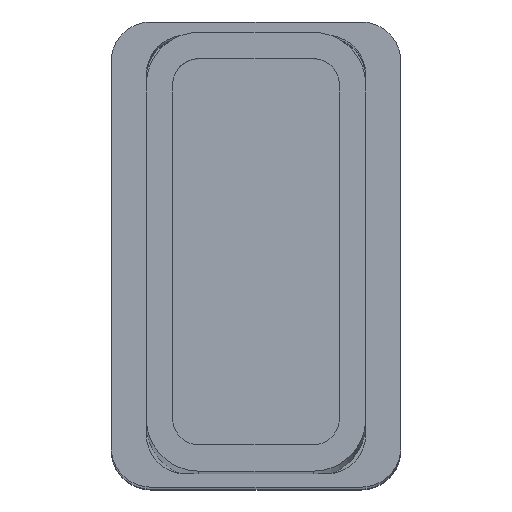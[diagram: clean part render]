
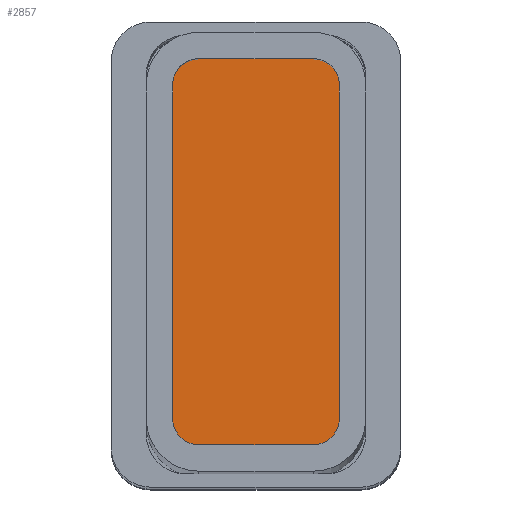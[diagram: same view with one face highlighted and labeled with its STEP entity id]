
A CAD part, top view. The second image highlights one B-rep face of the part: STEP entity #2857.
In plain terms, the highlighted planar face has unit normal (0, 0, 1).
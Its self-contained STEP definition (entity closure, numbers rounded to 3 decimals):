
#65=PLANE('',#3142);
#191=FACE_OUTER_BOUND('',#345,.T.);
#345=EDGE_LOOP('',(#2085,#2086,#2087,#2088,#2089,#2090,#2091,#2092));
#503=LINE('',#4254,#851);
#507=LINE('',#4266,#855);
#511=LINE('',#4278,#859);
#515=LINE('',#4289,#863);
#851=VECTOR('',#3446,10.);
#855=VECTOR('',#3458,10.);
#859=VECTOR('',#3470,10.);
#863=VECTOR('',#3482,10.);
#1183=CIRCLE('',#3127,9.);
#1185=CIRCLE('',#3131,9.);
#1187=CIRCLE('',#3135,9.);
#1189=CIRCLE('',#3139,9.);
#1275=VERTEX_POINT('',#4244);
#1276=VERTEX_POINT('',#4245);
#1279=VERTEX_POINT('',#4253);
#1281=VERTEX_POINT('',#4259);
#1283=VERTEX_POINT('',#4265);
#1285=VERTEX_POINT('',#4271);
#1287=VERTEX_POINT('',#4277);
#1289=VERTEX_POINT('',#4283);
#1575=EDGE_CURVE('',#1275,#1276,#1183,.T.);
#1579=EDGE_CURVE('',#1276,#1279,#503,.T.);
#1582=EDGE_CURVE('',#1279,#1281,#1185,.T.);
#1585=EDGE_CURVE('',#1281,#1283,#507,.T.);
#1588=EDGE_CURVE('',#1283,#1285,#1187,.T.);
#1591=EDGE_CURVE('',#1285,#1287,#511,.T.);
#1594=EDGE_CURVE('',#1287,#1289,#1189,.T.);
#1597=EDGE_CURVE('',#1289,#1275,#515,.T.);
#2085=ORIENTED_EDGE('',*,*,#1575,.F.);
#2086=ORIENTED_EDGE('',*,*,#1597,.F.);
#2087=ORIENTED_EDGE('',*,*,#1594,.F.);
#2088=ORIENTED_EDGE('',*,*,#1591,.F.);
#2089=ORIENTED_EDGE('',*,*,#1588,.F.);
#2090=ORIENTED_EDGE('',*,*,#1585,.F.);
#2091=ORIENTED_EDGE('',*,*,#1582,.F.);
#2092=ORIENTED_EDGE('',*,*,#1579,.F.);
#2857=ADVANCED_FACE('',(#191),#65,.T.);
#3127=AXIS2_PLACEMENT_3D('',#4246,#3438,#3439);
#3131=AXIS2_PLACEMENT_3D('',#4260,#3451,#3452);
#3135=AXIS2_PLACEMENT_3D('',#4272,#3463,#3464);
#3139=AXIS2_PLACEMENT_3D('',#4284,#3475,#3476);
#3142=AXIS2_PLACEMENT_3D('',#4291,#3484,#3485);
#3438=DIRECTION('center_axis',(0.,0.,-1.));
#3439=DIRECTION('ref_axis',(-1.,0.,0.));
#3446=DIRECTION('',(0.,-1.,0.));
#3451=DIRECTION('center_axis',(0.,0.,-1.));
#3452=DIRECTION('ref_axis',(0.,1.,0.));
#3458=DIRECTION('',(-1.,0.,0.));
#3463=DIRECTION('center_axis',(0.,0.,-1.));
#3464=DIRECTION('ref_axis',(1.,0.,0.));
#3470=DIRECTION('',(0.,1.,0.));
#3475=DIRECTION('center_axis',(0.,0.,-1.));
#3476=DIRECTION('ref_axis',(0.,-1.,0.));
#3482=DIRECTION('',(1.,0.,0.));
#3484=DIRECTION('center_axis',(0.,0.,1.));
#3485=DIRECTION('ref_axis',(1.,0.,0.));
#4244=CARTESIAN_POINT('',(61.596,18.348,43.));
#4245=CARTESIAN_POINT('',(70.596,9.348,43.));
#4246=CARTESIAN_POINT('Origin',(61.596,9.348,43.));
#4253=CARTESIAN_POINT('',(70.596,-15.652,43.));
#4254=CARTESIAN_POINT('',(70.596,9.348,43.));
#4259=CARTESIAN_POINT('',(61.596,-24.652,43.));
#4260=CARTESIAN_POINT('Origin',(61.596,-15.652,43.));
#4265=CARTESIAN_POINT('',(-13.404,-24.652,43.));
#4266=CARTESIAN_POINT('',(61.596,-24.652,43.));
#4271=CARTESIAN_POINT('',(-22.404,-15.652,43.));
#4272=CARTESIAN_POINT('Origin',(-13.404,-15.652,43.));
#4277=CARTESIAN_POINT('',(-22.404,9.348,43.));
#4278=CARTESIAN_POINT('',(-22.404,-15.652,43.));
#4283=CARTESIAN_POINT('',(-13.404,18.348,43.));
#4284=CARTESIAN_POINT('Origin',(-13.404,9.348,43.));
#4289=CARTESIAN_POINT('',(-13.404,18.348,43.));
#4291=CARTESIAN_POINT('Origin',(24.096,-3.152,43.));
